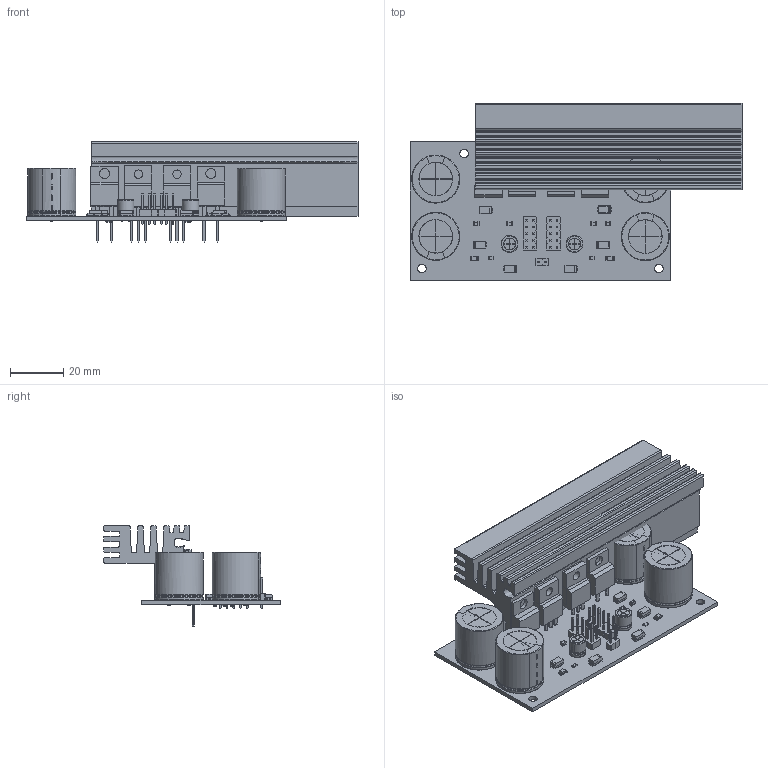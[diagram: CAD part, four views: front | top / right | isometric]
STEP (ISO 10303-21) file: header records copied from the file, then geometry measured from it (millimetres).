
FILE_DESCRIPTION(('KiCad electronic assembly'),'2;1');
FILE_NAME('AdjustablePSU.step','2019-05-07T20:37:21',('An Author'),( 'A Company'),'Open CASCADE STEP processor 6.9', 'KiCad to STEP converter','Unknown');
FILE_SCHEMA(('AUTOMOTIVE_DESIGN { 1 0 10303 214 1 1 1 1 }'));
Length unit declared in the file: millimetre
Products named in the file (24): Open CASCADE STEP translator 6.9 1; CP_Radial_D18.0mm_P7.50mm; SOLID; Kühlkörper_100mm_Clip; PinHeader_2x05_P2.54mm_Vertical; PinHeader_1x02_P2.54mm_Vertical; TO-220-2_Vertical; C_0805_2012Metric; CP_Radial_D6.3mm_P2.50mm; D_SMA; LED_1206_3216Metric; R_0805_2012Metric; TO-220F-3_Vertical; COMPOUND
Assembly tree (44 placements, depth 3):
  Open CASCADE STEP translator 6.9 1
    CP_Radial_D18.0mm_P7.50mm  x4
      SOLID
    Kühlkörper_100mm_Clip
      SOLID
    PinHeader_2x05_P2.54mm_Vertical  x2
      SOLID
    PinHeader_1x02_P2.54mm_Vertical
      SOLID
    TO-220-2_Vertical  x2
      SOLID
    C_0805_2012Metric  x4
      SOLID
    CP_Radial_D6.3mm_P2.50mm  x2
      SOLID
    D_SMA  x6
      SOLID
    LED_1206_3216Metric  x2
      SOLID
    R_0805_2012Metric  x6
      SOLID
    TO-220F-3_Vertical  x2
      SOLID
    COMPOUND
Bounding box: 124.53 x 66.37 x 37.75 mm (x, y, z)
Volume: 68203.3 mm3; surface area: 47278.6 mm2
Topology: 33 solids, 39 shells, 1702 faces, 4398 edges, 2860 vertices
Faces by surface type: plane 1259, cylinder 318, bspline 88, revolution 24, torus 12, extrusion 1
Full cylindrical faces by diameter (mm): 0.5 x4, 0.8 x4, 0.9 x8, 1 x22, 1.1 x4, 1.2 x14, 2.499 x2, 3.18 x2, 3.2 x6, 3.735 x2
Entity records: 55917 total; most frequent: CARTESIAN_POINT 12133, DIRECTION 7177, VECTOR 4871, LINE 4870, ORIENTED_EDGE 3820, PCURVE 3820, DEFINITIONAL_REPRESENTATION 3820, EDGE_CURVE 1910
